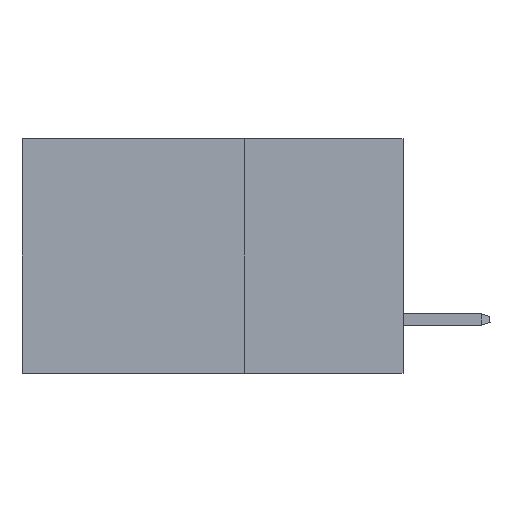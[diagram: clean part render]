
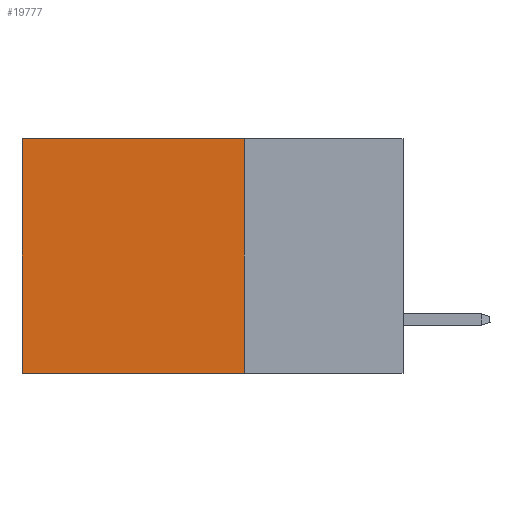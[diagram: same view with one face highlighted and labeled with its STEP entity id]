
A CAD part, left-side view. The second image highlights one B-rep face of the part: STEP entity #19777.
In plain terms, the highlighted planar face has unit normal (-1, 0, 0).
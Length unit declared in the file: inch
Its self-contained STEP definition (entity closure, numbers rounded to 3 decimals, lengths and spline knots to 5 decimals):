
#1221 = CARTESIAN_POINT ( 'NONE',  ( 0.2875, 0.25, -0.37 ) ) ;
#1763 = LINE ( 'NONE', #12005, #18226 ) ;
#1926 = AXIS2_PLACEMENT_3D ( 'NONE', #13033, #8029, #14753 ) ;
#2114 = CARTESIAN_POINT ( 'NONE',  ( 0.2875, 0.25, 0. ) ) ;
#3389 = VECTOR ( 'NONE', #5367, 39.37008 ) ;
#4631 = LINE ( 'NONE', #14862, #15255 ) ;
#5367 = DIRECTION ( 'NONE',  ( 0., 0., -1. ) ) ;
#7038 = LINE ( 'NONE', #13931, #7423 ) ;
#7423 = VECTOR ( 'NONE', #20785, 39.37008 ) ;
#8029 = DIRECTION ( 'NONE',  ( 1., 0., 0. ) ) ;
#9003 = LINE ( 'NONE', #15937, #3389 ) ;
#9635 = PLANE ( 'NONE',  #1926 ) ;
#10156 = FACE_OUTER_BOUND ( 'NONE', #19776, .T. ) ;
#12005 = CARTESIAN_POINT ( 'NONE',  ( 0.2875, 0.6, 0. ) ) ;
#13025 = ORIENTED_EDGE ( 'NONE', *, *, #16664, .T. ) ;
#13033 = CARTESIAN_POINT ( 'NONE',  ( 0.2875, 0.25, 0. ) ) ;
#13193 = CARTESIAN_POINT ( 'NONE',  ( 0.2875, 0.6, 0. ) ) ;
#13620 = CARTESIAN_POINT ( 'NONE',  ( 0.2875, 0.6, -0.37 ) ) ;
#13629 = VERTEX_POINT ( 'NONE', #13620 ) ;
#13931 = CARTESIAN_POINT ( 'NONE',  ( 0.2875, 0.25, -0.37 ) ) ;
#14043 = VERTEX_POINT ( 'NONE', #1221 ) ;
#14176 = EDGE_CURVE ( 'NONE', #14043, #13629, #7038, .T. ) ;
#14753 = DIRECTION ( 'NONE',  ( 0., 0., -1. ) ) ;
#14862 = CARTESIAN_POINT ( 'NONE',  ( 0.2875, 0.25, 0. ) ) ;
#15255 = VECTOR ( 'NONE', #18844, 39.37008 ) ;
#15473 = ORIENTED_EDGE ( 'NONE', *, *, #18078, .T. ) ;
#15535 = VERTEX_POINT ( 'NONE', #13193 ) ;
#15861 = ORIENTED_EDGE ( 'NONE', *, *, #14176, .F. ) ;
#15937 = CARTESIAN_POINT ( 'NONE',  ( 0.2875, 0.25, 0. ) ) ;
#16664 = EDGE_CURVE ( 'NONE', #16867, #15535, #4631, .T. ) ;
#16867 = VERTEX_POINT ( 'NONE', #2114 ) ;
#18078 = EDGE_CURVE ( 'NONE', #15535, #13629, #1763, .T. ) ;
#18226 = VECTOR ( 'NONE', #21000, 39.37008 ) ;
#18844 = DIRECTION ( 'NONE',  ( 0., 1., 0. ) ) ;
#19776 = EDGE_LOOP ( 'NONE', ( #15473, #15861, #19988, #13025 ) ) ;
#19777 = ADVANCED_FACE ( 'NONE', ( #10156 ), #9635, .F. ) ;
#19988 = ORIENTED_EDGE ( 'NONE', *, *, #20343, .F. ) ;
#20343 = EDGE_CURVE ( 'NONE', #16867, #14043, #9003, .T. ) ;
#20785 = DIRECTION ( 'NONE',  ( 0., 1., 0. ) ) ;
#21000 = DIRECTION ( 'NONE',  ( 0., 0., -1. ) ) ;
